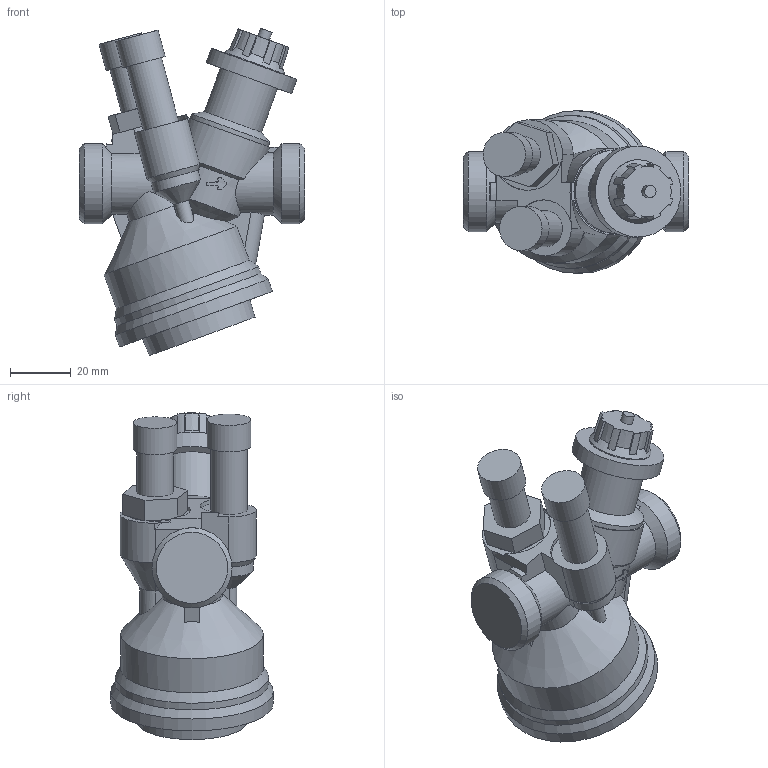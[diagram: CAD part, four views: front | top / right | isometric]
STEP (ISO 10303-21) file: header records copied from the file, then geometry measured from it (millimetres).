
FILE_DESCRIPTION( ( 'Unknown' ), '1' );
FILE_NAME( 'TA-COMPACT-P_DN15.stp', 'Unknown', ( 'Unknown' ), ( 'Unknown' ), 'PSStep 14.0', 'Unknown', ' ' );
FILE_SCHEMA( ( 'AUTOMOTIVE_DESIGN { 1 0 10303 214 1 1 1 1 }' ) );
Length unit declared in the file: millimetre
Products named in the file (1): 31064202
Bounding box: 74.2 x 53.6 x 107.9 mm (x, y, z)
Volume: 135539.9 mm3; surface area: 24597.3 mm2
Topology: 1 solids, 2 shells, 156 faces, 405 edges, 266 vertices
Faces by surface type: plane 74, cylinder 39, cone 37, extrusion 4, bspline 1, revolution 1
Full cylindrical faces by diameter (mm): 4 x1, 11.933 x2, 14.5 x2, 18.5 x1, 20 x1, 20.7 x1, 21 x1, 26.441 x2, 27.5 x1, 30 x1, 38 x1, 45.8 x1, 50.5 x1, 53.6 x1
Entity records: 6788 total; most frequent: CARTESIAN_POINT 1958, DIRECTION 731, ORIENTED_EDGE 730, EDGE_CURVE 365, AXIS2_PLACEMENT_3D 279, VERTEX_POINT 253, EDGE_LOOP 198, FACE_OUTER_BOUND 175
